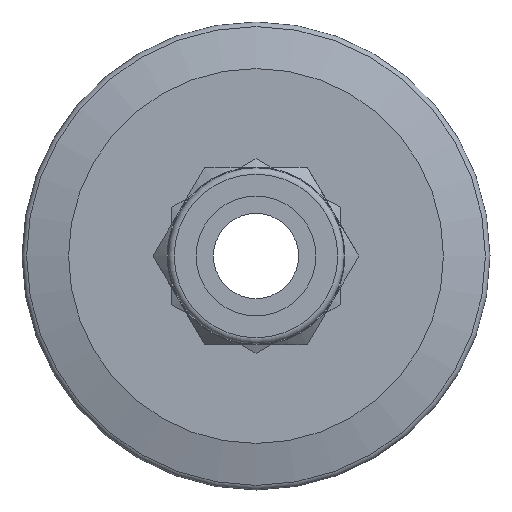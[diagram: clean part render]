
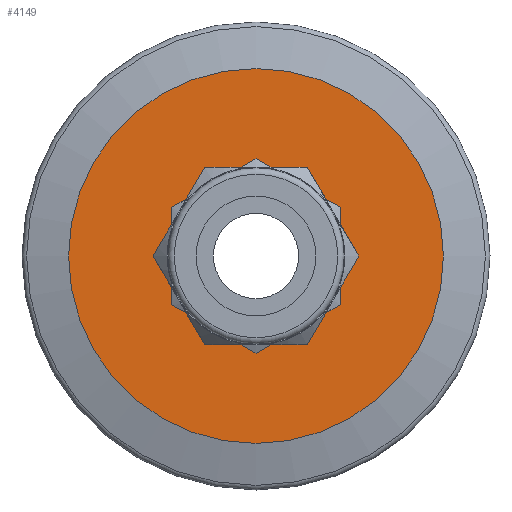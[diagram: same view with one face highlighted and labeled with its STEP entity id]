
A CAD part, left-side view. The second image highlights one B-rep face of the part: STEP entity #4149.
In plain terms, the highlighted planar face has unit normal (-1, 0, 0).
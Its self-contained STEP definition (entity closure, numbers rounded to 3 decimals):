
#30 = EDGE_LOOP ( 'NONE', ( #85 ) ) ;
#61 = CARTESIAN_POINT ( 'NONE',  ( 1.85, 0., 30.036 ) ) ;
#85 = ORIENTED_EDGE ( 'NONE', *, *, #3036, .T. ) ;
#143 = FACE_BOUND ( 'NONE', #30, .T. ) ;
#252 = DIRECTION ( 'NONE',  ( 1., 0., 0. ) ) ;
#676 = DIRECTION ( 'NONE',  ( 0., 0., 1. ) ) ;
#783 = EDGE_LOOP ( 'NONE', ( #8707 ) ) ;
#1532 = VERTEX_POINT ( 'NONE', #5216 ) ;
#2353 = DIRECTION ( 'NONE',  ( 0., 0., -1. ) ) ;
#3036 = EDGE_CURVE ( 'NONE', #5585, #5585, #6092, .T. ) ;
#3493 = AXIS2_PLACEMENT_3D ( 'NONE', #6089, #3978, #4098 ) ;
#3858 = AXIS2_PLACEMENT_3D ( 'NONE', #61, #6399, #676 ) ;
#3978 = DIRECTION ( 'NONE',  ( 1., 0., 0. ) ) ;
#4098 = DIRECTION ( 'NONE',  ( 0., 0., -1. ) ) ;
#4149 = ADVANCED_FACE ( 'NONE', ( #143, #5510 ), #5655, .T. ) ;
#4339 = EDGE_CURVE ( 'NONE', #1532, #1532, #6099, .T. ) ;
#4469 = CARTESIAN_POINT ( 'NONE',  ( 1.85, 0., 0. ) ) ;
#4510 = CARTESIAN_POINT ( 'NONE',  ( 1.85, 0., -10.6 ) ) ;
#5216 = CARTESIAN_POINT ( 'NONE',  ( 1.85, 0., -30.036 ) ) ;
#5510 = FACE_OUTER_BOUND ( 'NONE', #783, .T. ) ;
#5585 = VERTEX_POINT ( 'NONE', #4510 ) ;
#5655 = PLANE ( 'NONE',  #3858 ) ;
#6089 = CARTESIAN_POINT ( 'NONE',  ( 1.85, 0., 0. ) ) ;
#6092 = CIRCLE ( 'NONE', #3493, 10.6 ) ;
#6099 = CIRCLE ( 'NONE', #6153, 30.036 ) ;
#6153 = AXIS2_PLACEMENT_3D ( 'NONE', #4469, #252, #2353 ) ;
#6399 = DIRECTION ( 'NONE',  ( -1., 0., 0. ) ) ;
#8707 = ORIENTED_EDGE ( 'NONE', *, *, #4339, .F. ) ;
